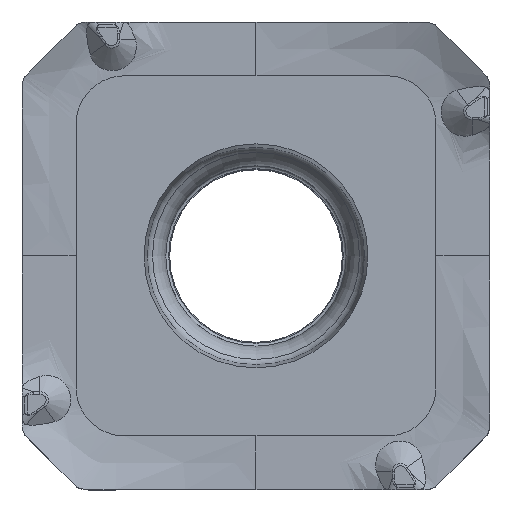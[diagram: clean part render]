
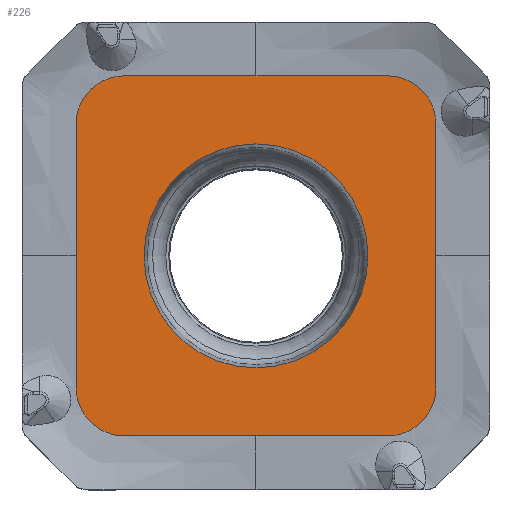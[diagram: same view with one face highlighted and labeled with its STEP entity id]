
A CAD part, top view. The second image highlights one B-rep face of the part: STEP entity #226.
In plain terms, the highlighted planar face has unit normal (0, 0, 1).
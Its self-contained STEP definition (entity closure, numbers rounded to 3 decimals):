
#226=ADVANCED_FACE('',(#367,#368),#303,.F.);
#303=PLANE('',#1601);
#334=CIRCLE('',#1600,3.112);
#367=FACE_BOUND('',#401,.T.);
#368=FACE_BOUND('',#402,.T.);
#401=EDGE_LOOP('',(#737));
#402=EDGE_LOOP('',(#738,#739,#740,#741,#742,#743,#744,#745,#746,#747,#748,
#749));
#737=ORIENTED_EDGE('',*,*,#1297,.T.);
#738=ORIENTED_EDGE('',*,*,#1253,.T.);
#739=ORIENTED_EDGE('',*,*,#1298,.T.);
#740=ORIENTED_EDGE('',*,*,#1299,.T.);
#741=ORIENTED_EDGE('',*,*,#1300,.T.);
#742=ORIENTED_EDGE('',*,*,#1301,.T.);
#743=ORIENTED_EDGE('',*,*,#1302,.T.);
#744=ORIENTED_EDGE('',*,*,#1303,.T.);
#745=ORIENTED_EDGE('',*,*,#1304,.T.);
#746=ORIENTED_EDGE('',*,*,#1305,.T.);
#747=ORIENTED_EDGE('',*,*,#1306,.T.);
#748=ORIENTED_EDGE('',*,*,#1255,.T.);
#749=ORIENTED_EDGE('',*,*,#1254,.T.);
#1109=VERTEX_POINT('',#2443);
#1110=VERTEX_POINT('',#2448);
#1111=VERTEX_POINT('',#2453);
#1112=VERTEX_POINT('',#2458);
#1138=VERTEX_POINT('',#3164);
#1139=VERTEX_POINT('',#3169);
#1140=VERTEX_POINT('',#3174);
#1141=VERTEX_POINT('',#3179);
#1142=VERTEX_POINT('',#3184);
#1143=VERTEX_POINT('',#3189);
#1144=VERTEX_POINT('',#3194);
#1145=VERTEX_POINT('',#3199);
#1146=VERTEX_POINT('',#3204);
#1253=EDGE_CURVE('',#1110,#1109,#1476,.T.);
#1254=EDGE_CURVE('',#1111,#1110,#1477,.T.);
#1255=EDGE_CURVE('',#1112,#1111,#1478,.T.);
#1297=EDGE_CURVE('',#1138,#1138,#334,.T.);
#1298=EDGE_CURVE('',#1109,#1139,#1491,.T.);
#1299=EDGE_CURVE('',#1139,#1140,#1492,.T.);
#1300=EDGE_CURVE('',#1140,#1141,#1493,.T.);
#1301=EDGE_CURVE('',#1141,#1142,#1494,.T.);
#1302=EDGE_CURVE('',#1142,#1143,#1495,.T.);
#1303=EDGE_CURVE('',#1143,#1144,#1496,.T.);
#1304=EDGE_CURVE('',#1144,#1145,#1497,.T.);
#1305=EDGE_CURVE('',#1145,#1146,#1498,.T.);
#1306=EDGE_CURVE('',#1146,#1112,#1499,.T.);
#1476=B_SPLINE_CURVE_WITH_KNOTS('',3,(#2444,#2445,#2446,#2447),
 .UNSPECIFIED.,.F.,.F.,(4,4),(0.,1.),.UNSPECIFIED.);
#1477=B_SPLINE_CURVE_WITH_KNOTS('',3,(#2449,#2450,#2451,#2452),
 .UNSPECIFIED.,.F.,.F.,(4,4),(0.,1.),.UNSPECIFIED.);
#1478=B_SPLINE_CURVE_WITH_KNOTS('',3,(#2454,#2455,#2456,#2457),
 .UNSPECIFIED.,.F.,.F.,(4,4),(0.,1.),.UNSPECIFIED.);
#1491=B_SPLINE_CURVE_WITH_KNOTS('',3,(#3165,#3166,#3167,#3168),
 .UNSPECIFIED.,.F.,.F.,(4,4),(0.,1.),.UNSPECIFIED.);
#1492=B_SPLINE_CURVE_WITH_KNOTS('',3,(#3170,#3171,#3172,#3173),
 .UNSPECIFIED.,.F.,.F.,(4,4),(0.,1.),.UNSPECIFIED.);
#1493=B_SPLINE_CURVE_WITH_KNOTS('',3,(#3175,#3176,#3177,#3178),
 .UNSPECIFIED.,.F.,.F.,(4,4),(0.,1.),.UNSPECIFIED.);
#1494=B_SPLINE_CURVE_WITH_KNOTS('',3,(#3180,#3181,#3182,#3183),
 .UNSPECIFIED.,.F.,.F.,(4,4),(0.,1.),.UNSPECIFIED.);
#1495=B_SPLINE_CURVE_WITH_KNOTS('',3,(#3185,#3186,#3187,#3188),
 .UNSPECIFIED.,.F.,.F.,(4,4),(0.,1.),.UNSPECIFIED.);
#1496=B_SPLINE_CURVE_WITH_KNOTS('',3,(#3190,#3191,#3192,#3193),
 .UNSPECIFIED.,.F.,.F.,(4,4),(0.,1.),.UNSPECIFIED.);
#1497=B_SPLINE_CURVE_WITH_KNOTS('',3,(#3195,#3196,#3197,#3198),
 .UNSPECIFIED.,.F.,.F.,(4,4),(0.,1.),.UNSPECIFIED.);
#1498=B_SPLINE_CURVE_WITH_KNOTS('',3,(#3200,#3201,#3202,#3203),
 .UNSPECIFIED.,.F.,.F.,(4,4),(0.,1.),.UNSPECIFIED.);
#1499=B_SPLINE_CURVE_WITH_KNOTS('',3,(#3205,#3206,#3207,#3208),
 .UNSPECIFIED.,.F.,.F.,(4,4),(0.,1.),.UNSPECIFIED.);
#1600=AXIS2_PLACEMENT_3D('',#3163,#1789,#1790);
#1601=AXIS2_PLACEMENT_3D('',#3209,#1791,#1792);
#1789=DIRECTION('',(0.,0.,-1.));
#1790=DIRECTION('',(-1.,0.,0.));
#1791=DIRECTION('',(0.,0.,-1.));
#1792=DIRECTION('',(0.,1.,0.));
#2443=CARTESIAN_POINT('',(-5.,0.,-0.4));
#2444=CARTESIAN_POINT('',(-5.,3.7,-0.4));
#2445=CARTESIAN_POINT('',(-5.,2.467,-0.4));
#2446=CARTESIAN_POINT('',(-5.,1.233,-0.4));
#2447=CARTESIAN_POINT('',(-5.,0.,-0.4));
#2448=CARTESIAN_POINT('',(-5.,3.7,-0.4));
#2449=CARTESIAN_POINT('',(-3.7,5.,-0.4));
#2450=CARTESIAN_POINT('',(-4.384,5.,-0.4));
#2451=CARTESIAN_POINT('',(-5.,4.381,-0.4));
#2452=CARTESIAN_POINT('',(-5.,3.7,-0.4));
#2453=CARTESIAN_POINT('',(-3.7,5.,-0.4));
#2454=CARTESIAN_POINT('',(0.,5.,-0.4));
#2455=CARTESIAN_POINT('',(-1.233,5.,-0.4));
#2456=CARTESIAN_POINT('',(-2.467,5.,-0.4));
#2457=CARTESIAN_POINT('',(-3.7,5.,-0.4));
#2458=CARTESIAN_POINT('',(0.,5.,-0.4));
#3163=CARTESIAN_POINT('',(0.,0.,-0.4));
#3164=CARTESIAN_POINT('',(-3.112,0.,-0.4));
#3165=CARTESIAN_POINT('',(-5.,0.,-0.4));
#3166=CARTESIAN_POINT('',(-5.,-1.233,-0.4));
#3167=CARTESIAN_POINT('',(-5.,-2.467,-0.4));
#3168=CARTESIAN_POINT('',(-5.,-3.7,-0.4));
#3169=CARTESIAN_POINT('',(-5.,-3.7,-0.4));
#3170=CARTESIAN_POINT('',(-5.,-3.7,-0.4));
#3171=CARTESIAN_POINT('',(-5.,-4.384,-0.4));
#3172=CARTESIAN_POINT('',(-4.381,-5.,-0.4));
#3173=CARTESIAN_POINT('',(-3.7,-5.,-0.4));
#3174=CARTESIAN_POINT('',(-3.7,-5.,-0.4));
#3175=CARTESIAN_POINT('',(-3.7,-5.,-0.4));
#3176=CARTESIAN_POINT('',(-2.467,-5.,-0.4));
#3177=CARTESIAN_POINT('',(-1.233,-5.,-0.4));
#3178=CARTESIAN_POINT('',(0.,-5.,-0.4));
#3179=CARTESIAN_POINT('',(0.,-5.,-0.4));
#3180=CARTESIAN_POINT('',(0.,-5.,-0.4));
#3181=CARTESIAN_POINT('',(1.233,-5.,-0.4));
#3182=CARTESIAN_POINT('',(2.467,-5.,-0.4));
#3183=CARTESIAN_POINT('',(3.7,-5.,-0.4));
#3184=CARTESIAN_POINT('',(3.7,-5.,-0.4));
#3185=CARTESIAN_POINT('',(3.7,-5.,-0.4));
#3186=CARTESIAN_POINT('',(4.384,-5.,-0.4));
#3187=CARTESIAN_POINT('',(5.,-4.381,-0.4));
#3188=CARTESIAN_POINT('',(5.,-3.7,-0.4));
#3189=CARTESIAN_POINT('',(5.,-3.7,-0.4));
#3190=CARTESIAN_POINT('',(5.,-3.7,-0.4));
#3191=CARTESIAN_POINT('',(5.,-2.467,-0.4));
#3192=CARTESIAN_POINT('',(5.,-1.233,-0.4));
#3193=CARTESIAN_POINT('',(5.,0.,-0.4));
#3194=CARTESIAN_POINT('',(5.,0.,-0.4));
#3195=CARTESIAN_POINT('',(5.,0.,-0.4));
#3196=CARTESIAN_POINT('',(5.,1.233,-0.4));
#3197=CARTESIAN_POINT('',(5.,2.467,-0.4));
#3198=CARTESIAN_POINT('',(5.,3.7,-0.4));
#3199=CARTESIAN_POINT('',(5.,3.7,-0.4));
#3200=CARTESIAN_POINT('',(5.,3.7,-0.4));
#3201=CARTESIAN_POINT('',(5.,4.384,-0.4));
#3202=CARTESIAN_POINT('',(4.381,5.,-0.4));
#3203=CARTESIAN_POINT('',(3.7,5.,-0.4));
#3204=CARTESIAN_POINT('',(3.7,5.,-0.4));
#3205=CARTESIAN_POINT('',(3.7,5.,-0.4));
#3206=CARTESIAN_POINT('',(2.467,5.,-0.4));
#3207=CARTESIAN_POINT('',(1.233,5.,-0.4));
#3208=CARTESIAN_POINT('',(0.,5.,-0.4));
#3209=CARTESIAN_POINT('',(-3.195,3.295,-0.4));
